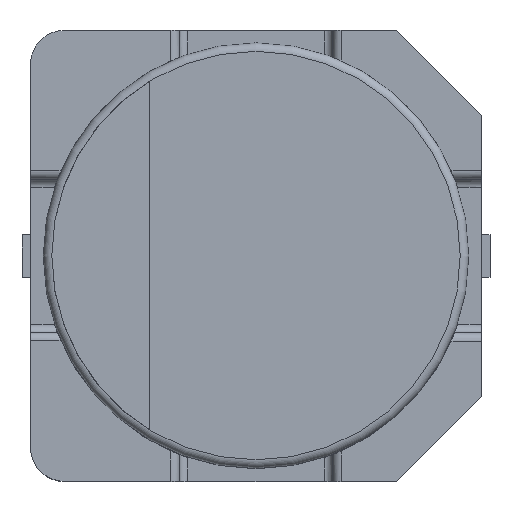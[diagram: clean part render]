
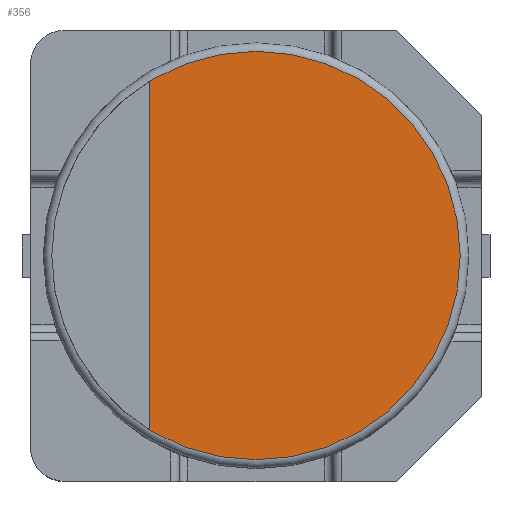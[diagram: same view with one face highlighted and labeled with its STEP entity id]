
A CAD part, top view. The second image highlights one B-rep face of the part: STEP entity #356.
In plain terms, the highlighted planar face has unit normal (0, 0, 1).
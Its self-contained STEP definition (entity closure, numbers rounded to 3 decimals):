
#278=FACE_OUTER_BOUND('',#519,.T.);
#356=ADVANCED_FACE('',(#278),#408,.F.);
#408=PLANE('',#1600);
#519=EDGE_LOOP('',(#880));
#586=CIRCLE('',#1599,2.4);
#880=ORIENTED_EDGE('',*,*,#1232,.T.);
#1061=VERTEX_POINT('',#2469);
#1232=EDGE_CURVE('',#1061,#1061,#586,.T.);
#1599=AXIS2_PLACEMENT_3D('',#2468,#1924,#1925);
#1600=AXIS2_PLACEMENT_3D('',#2470,#1926,#1927);
#1924=DIRECTION('',(0.,0.,1.));
#1925=DIRECTION('',(-1.,0.,0.));
#1926=DIRECTION('',(0.,0.,-1.));
#1927=DIRECTION('',(-1.,0.,0.));
#2468=CARTESIAN_POINT('',(0.,0.,3.6));
#2469=CARTESIAN_POINT('',(-2.4,0.,3.6));
#2470=CARTESIAN_POINT('',(0.,0.,3.6));
